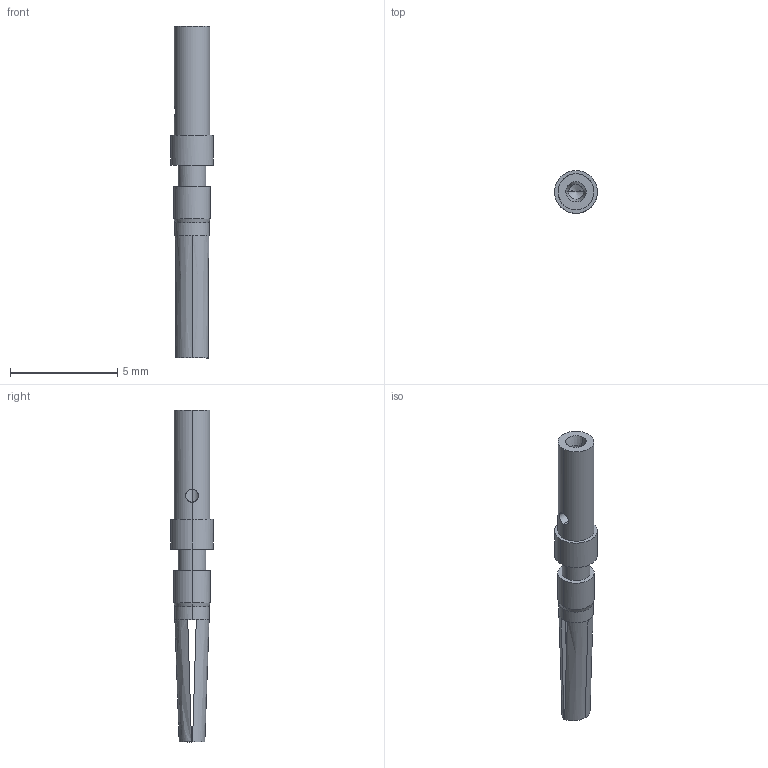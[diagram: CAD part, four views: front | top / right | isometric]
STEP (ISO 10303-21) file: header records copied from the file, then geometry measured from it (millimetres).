
FILE_DESCRIPTION(('CATIA V5 STEP Exchange','CAx-IF Rec.Pracs.--- Model Styling and Organization---1.4--- 2014-01-23'),'2;1');
FILE_NAME ('276436-2_1', '2019-07-22T13:42:40+00:00', ('none'), ('Weidmueller'), 'CATIA Version 5-6 Release 2016 SP3 HF44', 'CATIA V5 STEP AP214', 'none');
FILE_SCHEMA(('AUTOMOTIVE_DESIGN { 1 0 10303 214 1 1 1 1 }'));
Length unit declared in the file: millimetre
Products named in the file (1): 2565890000
Bounding box: 2 x 2 x 15.5 mm (x, y, z)
Volume: 24.7 mm3; surface area: 114.1 mm2
Topology: 1 solids, 1 shells, 41 faces, 106 edges, 65 vertices
Faces by surface type: cylinder 14, plane 10, bspline 9, cone 8
Entity records: 1602 total; most frequent: CARTESIAN_POINT 764, ORIENTED_EDGE 204, DIRECTION 110, EDGE_CURVE 102, VERTEX_POINT 65, AXIS2_PLACEMENT_3D 51, EDGE_LOOP 45, ADVANCED_FACE 41
